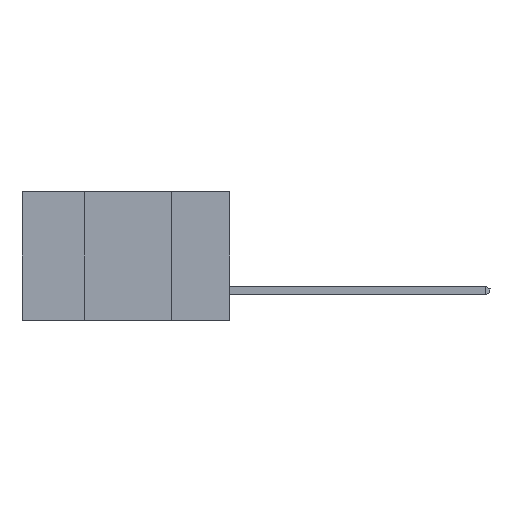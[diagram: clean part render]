
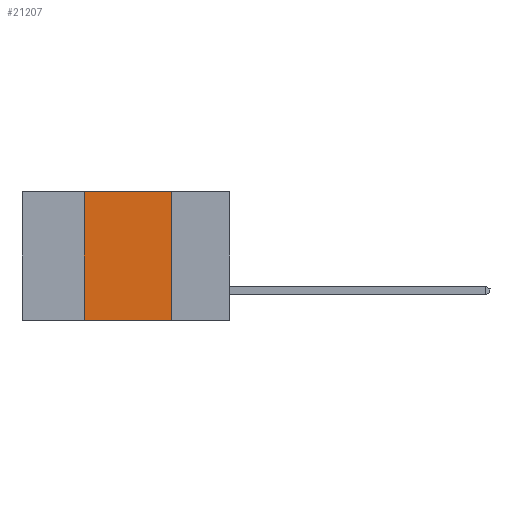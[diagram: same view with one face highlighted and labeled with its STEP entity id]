
A CAD part, left-side view. The second image highlights one B-rep face of the part: STEP entity #21207.
In plain terms, the highlighted planar face has unit normal (-1, 0, 0).
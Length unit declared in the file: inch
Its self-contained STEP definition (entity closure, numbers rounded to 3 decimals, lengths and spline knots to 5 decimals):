
#705 = CARTESIAN_POINT ( 'NONE',  ( 0., 0.6, 0. ) ) ;
#1990 = PLANE ( 'NONE',  #18357 ) ;
#2282 = DIRECTION ( 'NONE',  ( 0., -1., 0. ) ) ;
#3103 = VERTEX_POINT ( 'NONE', #11252 ) ;
#4567 = DIRECTION ( 'NONE',  ( 0., 0., -1. ) ) ;
#4752 = VECTOR ( 'NONE', #12009, 39.37008 ) ;
#5636 = VECTOR ( 'NONE', #2282, 39.37008 ) ;
#6136 = ORIENTED_EDGE ( 'NONE', *, *, #8088, .F. ) ;
#6173 = LINE ( 'NONE', #6279, #17666 ) ;
#6279 = CARTESIAN_POINT ( 'NONE',  ( 0., 0.17, -0.37 ) ) ;
#7966 = EDGE_CURVE ( 'NONE', #18541, #3103, #9087, .T. ) ;
#8088 = EDGE_CURVE ( 'NONE', #13728, #3103, #6173, .T. ) ;
#8755 = CARTESIAN_POINT ( 'NONE',  ( 0., 0.6, -0.37 ) ) ;
#8891 = DIRECTION ( 'NONE',  ( 1., 0., 0. ) ) ;
#8982 = LINE ( 'NONE', #705, #20248 ) ;
#9087 = LINE ( 'NONE', #8755, #5636 ) ;
#9430 = ORIENTED_EDGE ( 'NONE', *, *, #7966, .T. ) ;
#10483 = CARTESIAN_POINT ( 'NONE',  ( 0., 0.42, -0.37 ) ) ;
#11220 = CARTESIAN_POINT ( 'NONE',  ( 0., 0.42, -0.37 ) ) ;
#11252 = CARTESIAN_POINT ( 'NONE',  ( 0., 0.17, -0.37 ) ) ;
#11945 = CARTESIAN_POINT ( 'NONE',  ( 0., 0.6, 0. ) ) ;
#12009 = DIRECTION ( 'NONE',  ( 0., 0., 1. ) ) ;
#12256 = VERTEX_POINT ( 'NONE', #13348 ) ;
#13348 = CARTESIAN_POINT ( 'NONE',  ( 0., 0.42, 0. ) ) ;
#13545 = DIRECTION ( 'NONE',  ( 0., 0., -1. ) ) ;
#13728 = VERTEX_POINT ( 'NONE', #14874 ) ;
#13805 = ORIENTED_EDGE ( 'NONE', *, *, #16322, .F. ) ;
#14641 = EDGE_CURVE ( 'NONE', #18541, #12256, #20054, .T. ) ;
#14820 = EDGE_LOOP ( 'NONE', ( #6136, #13805, #20623, #9430 ) ) ;
#14874 = CARTESIAN_POINT ( 'NONE',  ( 0., 0.17, 0. ) ) ;
#16322 = EDGE_CURVE ( 'NONE', #12256, #13728, #8982, .T. ) ;
#17081 = DIRECTION ( 'NONE',  ( 0., -1., 0. ) ) ;
#17666 = VECTOR ( 'NONE', #4567, 39.37008 ) ;
#18357 = AXIS2_PLACEMENT_3D ( 'NONE', #11945, #8891, #13545 ) ;
#18541 = VERTEX_POINT ( 'NONE', #11220 ) ;
#18601 = FACE_OUTER_BOUND ( 'NONE', #14820, .T. ) ;
#20054 = LINE ( 'NONE', #10483, #4752 ) ;
#20248 = VECTOR ( 'NONE', #17081, 39.37008 ) ;
#20623 = ORIENTED_EDGE ( 'NONE', *, *, #14641, .F. ) ;
#21207 = ADVANCED_FACE ( 'NONE', ( #18601 ), #1990, .F. ) ;
